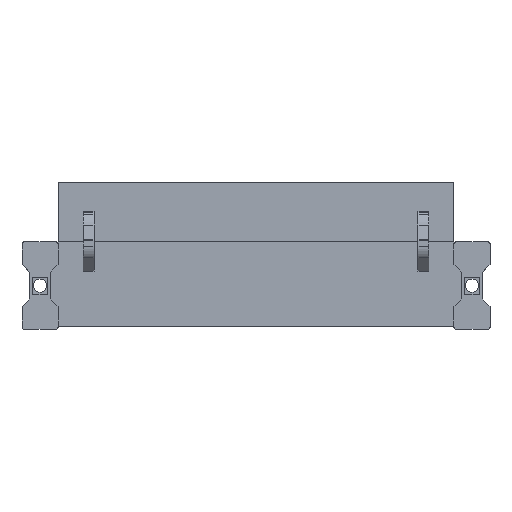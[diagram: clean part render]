
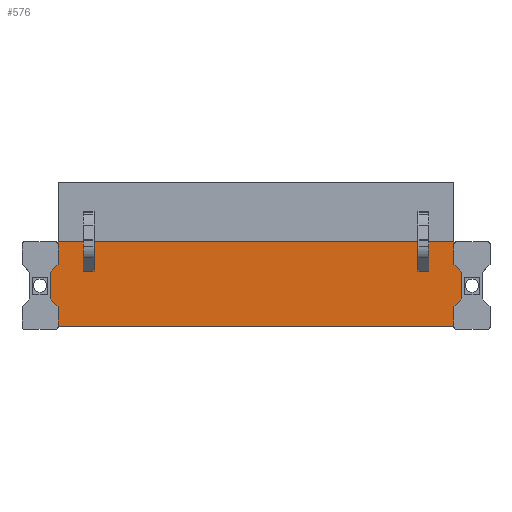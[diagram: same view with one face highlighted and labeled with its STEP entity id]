
A CAD part, top view. The second image highlights one B-rep face of the part: STEP entity #576.
In plain terms, the highlighted planar face has unit normal (0, 0, 1).
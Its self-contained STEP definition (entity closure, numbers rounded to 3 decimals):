
#410=AXIS2_PLACEMENT_3D('Plane Axis2P3D',#407,#408,#409) ;
#49=CARTESIAN_POINT('Vertex',(60.96,0.4,10.95)) ;
#52=CARTESIAN_POINT('Line Origine',(33.02,0.4,10.95)) ;
#56=CARTESIAN_POINT('Vertex',(5.08,0.4,10.95)) ;
#349=CARTESIAN_POINT('Line Origine',(5.08,12.175,10.95)) ;
#353=CARTESIAN_POINT('Vertex',(5.08,12.05,10.95)) ;
#355=CARTESIAN_POINT('Vertex',(5.08,12.3,10.95)) ;
#407=CARTESIAN_POINT('Axis2P3D Location',(5.08,0.4,10.95)) ;
#412=CARTESIAN_POINT('Line Origine',(5.08,10.57,10.95)) ;
#416=CARTESIAN_POINT('Vertex',(5.08,9.09,10.95)) ;
#419=CARTESIAN_POINT('Line Origine',(4.56,8.57,10.95)) ;
#423=CARTESIAN_POINT('Vertex',(4.04,8.05,10.95)) ;
#426=CARTESIAN_POINT('Line Origine',(4.04,6.15,10.95)) ;
#430=CARTESIAN_POINT('Vertex',(4.04,4.25,10.95)) ;
#433=CARTESIAN_POINT('Line Origine',(4.56,3.73,10.95)) ;
#437=CARTESIAN_POINT('Vertex',(5.08,3.21,10.95)) ;
#440=CARTESIAN_POINT('Line Origine',(5.08,1.805,10.95)) ;
#445=CARTESIAN_POINT('Line Origine',(60.96,1.805,10.95)) ;
#449=CARTESIAN_POINT('Vertex',(60.96,3.21,10.95)) ;
#452=CARTESIAN_POINT('Line Origine',(61.48,3.73,10.95)) ;
#456=CARTESIAN_POINT('Vertex',(62.,4.25,10.95)) ;
#459=CARTESIAN_POINT('Line Origine',(62.,6.15,10.95)) ;
#463=CARTESIAN_POINT('Vertex',(62.,8.05,10.95)) ;
#466=CARTESIAN_POINT('Line Origine',(61.48,8.57,10.95)) ;
#470=CARTESIAN_POINT('Vertex',(60.96,9.09,10.95)) ;
#473=CARTESIAN_POINT('Line Origine',(60.96,10.57,10.95)) ;
#477=CARTESIAN_POINT('Vertex',(60.96,12.05,10.95)) ;
#480=CARTESIAN_POINT('Line Origine',(60.96,12.175,10.95)) ;
#484=CARTESIAN_POINT('Vertex',(60.96,12.3,10.95)) ;
#487=CARTESIAN_POINT('Line Origine',(33.02,12.3,10.95)) ;
#508=CARTESIAN_POINT('Line Origine',(56.63,12.269,10.95)) ;
#512=CARTESIAN_POINT('Vertex',(57.38,12.269,10.95)) ;
#514=CARTESIAN_POINT('Vertex',(55.88,12.269,10.95)) ;
#517=CARTESIAN_POINT('Line Origine',(57.38,10.234,10.95)) ;
#521=CARTESIAN_POINT('Vertex',(57.38,8.2,10.95)) ;
#524=CARTESIAN_POINT('Line Origine',(56.63,8.2,10.95)) ;
#528=CARTESIAN_POINT('Vertex',(55.88,8.2,10.95)) ;
#531=CARTESIAN_POINT('Line Origine',(55.88,10.234,10.95)) ;
#542=CARTESIAN_POINT('Line Origine',(10.16,10.234,10.95)) ;
#546=CARTESIAN_POINT('Vertex',(10.16,12.269,10.95)) ;
#548=CARTESIAN_POINT('Vertex',(10.16,8.2,10.95)) ;
#551=CARTESIAN_POINT('Line Origine',(9.41,8.2,10.95)) ;
#555=CARTESIAN_POINT('Vertex',(8.66,8.2,10.95)) ;
#558=CARTESIAN_POINT('Line Origine',(8.66,10.234,10.95)) ;
#562=CARTESIAN_POINT('Vertex',(8.66,12.269,10.95)) ;
#565=CARTESIAN_POINT('Line Origine',(9.41,12.269,10.95)) ;
#53=DIRECTION('Vector Direction',(1.,0.,0.)) ;
#350=DIRECTION('Vector Direction',(0.,1.,0.)) ;
#408=DIRECTION('Axis2P3D Direction',(0.,0.,1.)) ;
#409=DIRECTION('Axis2P3D XDirection',(1.,0.,0.)) ;
#413=DIRECTION('Vector Direction',(0.,1.,0.)) ;
#420=DIRECTION('Vector Direction',(-0.707,-0.707,0.)) ;
#427=DIRECTION('Vector Direction',(0.,-1.,0.)) ;
#434=DIRECTION('Vector Direction',(0.707,-0.707,0.)) ;
#441=DIRECTION('Vector Direction',(0.,1.,0.)) ;
#446=DIRECTION('Vector Direction',(0.,1.,0.)) ;
#453=DIRECTION('Vector Direction',(-0.707,-0.707,0.)) ;
#460=DIRECTION('Vector Direction',(0.,-1.,0.)) ;
#467=DIRECTION('Vector Direction',(0.707,-0.707,0.)) ;
#474=DIRECTION('Vector Direction',(0.,1.,0.)) ;
#481=DIRECTION('Vector Direction',(0.,1.,0.)) ;
#488=DIRECTION('Vector Direction',(1.,0.,0.)) ;
#509=DIRECTION('Vector Direction',(1.,0.,0.)) ;
#518=DIRECTION('Vector Direction',(0.,1.,0.)) ;
#525=DIRECTION('Vector Direction',(1.,0.,0.)) ;
#532=DIRECTION('Vector Direction',(0.,1.,0.)) ;
#543=DIRECTION('Vector Direction',(0.,1.,0.)) ;
#552=DIRECTION('Vector Direction',(1.,0.,0.)) ;
#559=DIRECTION('Vector Direction',(0.,1.,0.)) ;
#566=DIRECTION('Vector Direction',(1.,0.,0.)) ;
#54=VECTOR('Line Direction',#53,1.) ;
#351=VECTOR('Line Direction',#350,1.) ;
#414=VECTOR('Line Direction',#413,1.) ;
#421=VECTOR('Line Direction',#420,1.) ;
#428=VECTOR('Line Direction',#427,1.) ;
#435=VECTOR('Line Direction',#434,1.) ;
#442=VECTOR('Line Direction',#441,1.) ;
#447=VECTOR('Line Direction',#446,1.) ;
#454=VECTOR('Line Direction',#453,1.) ;
#461=VECTOR('Line Direction',#460,1.) ;
#468=VECTOR('Line Direction',#467,1.) ;
#475=VECTOR('Line Direction',#474,1.) ;
#482=VECTOR('Line Direction',#481,1.) ;
#489=VECTOR('Line Direction',#488,1.) ;
#510=VECTOR('Line Direction',#509,1.) ;
#519=VECTOR('Line Direction',#518,1.) ;
#526=VECTOR('Line Direction',#525,1.) ;
#533=VECTOR('Line Direction',#532,1.) ;
#544=VECTOR('Line Direction',#543,1.) ;
#553=VECTOR('Line Direction',#552,1.) ;
#560=VECTOR('Line Direction',#559,1.) ;
#567=VECTOR('Line Direction',#566,1.) ;
#493=ORIENTED_EDGE('',*,*,#357,.F.) ;
#494=ORIENTED_EDGE('',*,*,#418,.F.) ;
#495=ORIENTED_EDGE('',*,*,#425,.T.) ;
#496=ORIENTED_EDGE('',*,*,#432,.T.) ;
#497=ORIENTED_EDGE('',*,*,#439,.T.) ;
#498=ORIENTED_EDGE('',*,*,#444,.F.) ;
#499=ORIENTED_EDGE('',*,*,#58,.F.) ;
#500=ORIENTED_EDGE('',*,*,#451,.T.) ;
#501=ORIENTED_EDGE('',*,*,#458,.F.) ;
#502=ORIENTED_EDGE('',*,*,#465,.F.) ;
#503=ORIENTED_EDGE('',*,*,#472,.F.) ;
#504=ORIENTED_EDGE('',*,*,#479,.T.) ;
#505=ORIENTED_EDGE('',*,*,#486,.T.) ;
#506=ORIENTED_EDGE('',*,*,#491,.F.) ;
#537=ORIENTED_EDGE('',*,*,#516,.F.) ;
#538=ORIENTED_EDGE('',*,*,#523,.T.) ;
#539=ORIENTED_EDGE('',*,*,#530,.T.) ;
#540=ORIENTED_EDGE('',*,*,#535,.F.) ;
#571=ORIENTED_EDGE('',*,*,#550,.T.) ;
#572=ORIENTED_EDGE('',*,*,#557,.F.) ;
#573=ORIENTED_EDGE('',*,*,#564,.F.) ;
#574=ORIENTED_EDGE('',*,*,#569,.T.) ;
#541=FACE_BOUND('',#536,.T.) ;
#575=FACE_BOUND('',#570,.T.) ;
#576=ADVANCED_FACE('BLL5.08/11/90FI 3.2SN OR 1843840000',(#507,#541,#575),#411,.T.) ;
#58=EDGE_CURVE('',#50,#57,#55,.F.) ;
#357=EDGE_CURVE('',#354,#356,#352,.T.) ;
#418=EDGE_CURVE('',#417,#354,#415,.T.) ;
#425=EDGE_CURVE('',#417,#424,#422,.T.) ;
#432=EDGE_CURVE('',#424,#431,#429,.T.) ;
#439=EDGE_CURVE('',#431,#438,#436,.T.) ;
#444=EDGE_CURVE('',#57,#438,#443,.T.) ;
#451=EDGE_CURVE('',#50,#450,#448,.T.) ;
#458=EDGE_CURVE('',#457,#450,#455,.T.) ;
#465=EDGE_CURVE('',#464,#457,#462,.T.) ;
#472=EDGE_CURVE('',#471,#464,#469,.T.) ;
#479=EDGE_CURVE('',#471,#478,#476,.T.) ;
#486=EDGE_CURVE('',#478,#485,#483,.T.) ;
#491=EDGE_CURVE('',#356,#485,#490,.T.) ;
#516=EDGE_CURVE('',#513,#515,#511,.F.) ;
#523=EDGE_CURVE('',#513,#522,#520,.F.) ;
#530=EDGE_CURVE('',#522,#529,#527,.F.) ;
#535=EDGE_CURVE('',#515,#529,#534,.F.) ;
#550=EDGE_CURVE('',#547,#549,#545,.F.) ;
#557=EDGE_CURVE('',#556,#549,#554,.T.) ;
#564=EDGE_CURVE('',#563,#556,#561,.F.) ;
#569=EDGE_CURVE('',#563,#547,#568,.T.) ;
#492=EDGE_LOOP('',(#493,#494,#495,#496,#497,#498,#499,#500,#501,#502,#503,#504,#505,#506)) ;
#536=EDGE_LOOP('',(#537,#538,#539,#540)) ;
#570=EDGE_LOOP('',(#571,#572,#573,#574)) ;
#507=FACE_OUTER_BOUND('',#492,.T.) ;
#55=LINE('Line',#52,#54) ;
#352=LINE('Line',#349,#351) ;
#415=LINE('Line',#412,#414) ;
#422=LINE('Line',#419,#421) ;
#429=LINE('Line',#426,#428) ;
#436=LINE('Line',#433,#435) ;
#443=LINE('Line',#440,#442) ;
#448=LINE('Line',#445,#447) ;
#455=LINE('Line',#452,#454) ;
#462=LINE('Line',#459,#461) ;
#469=LINE('Line',#466,#468) ;
#476=LINE('Line',#473,#475) ;
#483=LINE('Line',#480,#482) ;
#490=LINE('Line',#487,#489) ;
#511=LINE('Line',#508,#510) ;
#520=LINE('Line',#517,#519) ;
#527=LINE('Line',#524,#526) ;
#534=LINE('Line',#531,#533) ;
#545=LINE('Line',#542,#544) ;
#554=LINE('Line',#551,#553) ;
#561=LINE('Line',#558,#560) ;
#568=LINE('Line',#565,#567) ;
#411=PLANE('',#410) ;
#50=VERTEX_POINT('',#49) ;
#57=VERTEX_POINT('',#56) ;
#354=VERTEX_POINT('',#353) ;
#356=VERTEX_POINT('',#355) ;
#417=VERTEX_POINT('',#416) ;
#424=VERTEX_POINT('',#423) ;
#431=VERTEX_POINT('',#430) ;
#438=VERTEX_POINT('',#437) ;
#450=VERTEX_POINT('',#449) ;
#457=VERTEX_POINT('',#456) ;
#464=VERTEX_POINT('',#463) ;
#471=VERTEX_POINT('',#470) ;
#478=VERTEX_POINT('',#477) ;
#485=VERTEX_POINT('',#484) ;
#513=VERTEX_POINT('',#512) ;
#515=VERTEX_POINT('',#514) ;
#522=VERTEX_POINT('',#521) ;
#529=VERTEX_POINT('',#528) ;
#547=VERTEX_POINT('',#546) ;
#549=VERTEX_POINT('',#548) ;
#556=VERTEX_POINT('',#555) ;
#563=VERTEX_POINT('',#562) ;
